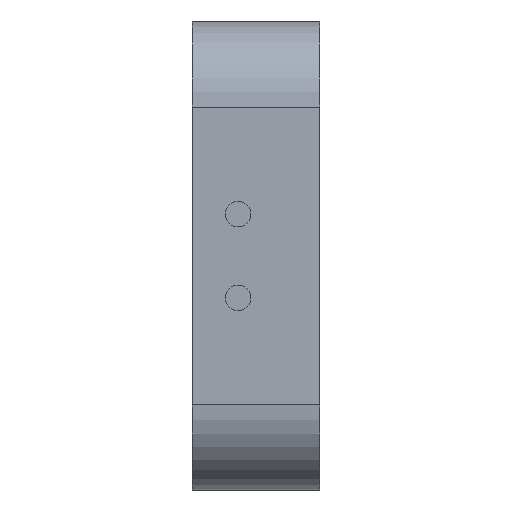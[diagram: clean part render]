
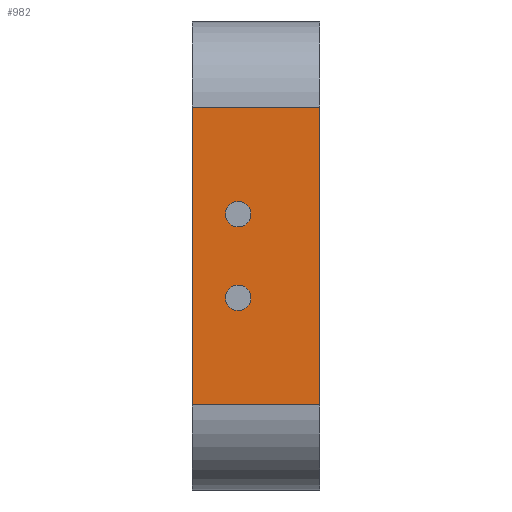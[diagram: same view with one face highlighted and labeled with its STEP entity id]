
A CAD part, left-side view. The second image highlights one B-rep face of the part: STEP entity #982.
In plain terms, the highlighted planar face has unit normal (-1, 0, 0).
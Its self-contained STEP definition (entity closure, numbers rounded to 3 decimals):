
#35 = ORIENTED_EDGE ( 'NONE', *, *, #1948, .F. ) ;
#49 = CARTESIAN_POINT ( 'NONE',  ( -47.5, 9.598, -6.413 ) ) ;
#79 = VERTEX_POINT ( 'NONE', #49 ) ;
#106 = LINE ( 'NONE', #750, #165 ) ;
#143 = CARTESIAN_POINT ( 'NONE',  ( -47.5, -72.672, 0. ) ) ;
#165 = VECTOR ( 'NONE', #932, 1000. ) ;
#181 = VERTEX_POINT ( 'NONE', #290 ) ;
#190 = AXIS2_PLACEMENT_3D ( 'NONE', #1651, #1855, #2669 ) ;
#197 = ORIENTED_EDGE ( 'NONE', *, *, #2555, .T. ) ;
#242 = DIRECTION ( 'NONE',  ( 0., 0., 1. ) ) ;
#290 = CARTESIAN_POINT ( 'NONE',  ( -47.5, 0., -17.5 ) ) ;
#328 = FACE_OUTER_BOUND ( 'NONE', #2436, .T. ) ;
#342 = DIRECTION ( 'NONE',  ( 0., 0., -1. ) ) ;
#374 = EDGE_LOOP ( 'NONE', ( #35, #1577 ) ) ;
#546 = PLANE ( 'NONE',  #789 ) ;
#551 = EDGE_CURVE ( 'NONE', #1401, #181, #2022, .T. ) ;
#641 = VECTOR ( 'NONE', #688, 1000. ) ;
#646 = DIRECTION ( 'NONE',  ( 0., 1., 0. ) ) ;
#673 = ORIENTED_EDGE ( 'NONE', *, *, #1136, .F. ) ;
#688 = DIRECTION ( 'NONE',  ( 0., 0., 1. ) ) ;
#749 = EDGE_CURVE ( 'NONE', #2548, #79, #1316, .T. ) ;
#750 = CARTESIAN_POINT ( 'NONE',  ( -47.5, -72.672, -17.5 ) ) ;
#789 = AXIS2_PLACEMENT_3D ( 'NONE', #143, #2411, #2611 ) ;
#838 = LINE ( 'NONE', #2500, #1699 ) ;
#894 = ORIENTED_EDGE ( 'NONE', *, *, #2419, .T. ) ;
#929 = FACE_BOUND ( 'NONE', #1972, .T. ) ;
#932 = DIRECTION ( 'NONE',  ( 0., -1., 0. ) ) ;
#959 = VERTEX_POINT ( 'NONE', #980 ) ;
#980 = CARTESIAN_POINT ( 'NONE',  ( -47.5, 15., 17.5 ) ) ;
#982 = ADVANCED_FACE ( 'NONE', ( #929, #1996, #328 ), #546, .T. ) ;
#1018 = CARTESIAN_POINT ( 'NONE',  ( -47.5, 0., 17.5 ) ) ;
#1136 = EDGE_CURVE ( 'NONE', #79, #2548, #2093, .T. ) ;
#1268 = DIRECTION ( 'NONE',  ( -1., 0., 0. ) ) ;
#1316 = CIRCLE ( 'NONE', #2382, 1.5 ) ;
#1401 = VERTEX_POINT ( 'NONE', #1018 ) ;
#1460 = CARTESIAN_POINT ( 'NONE',  ( -47.5, 15., -17.5 ) ) ;
#1502 = CARTESIAN_POINT ( 'NONE',  ( -47.5, 9.598, 6.413 ) ) ;
#1514 = CIRCLE ( 'NONE', #2408, 1.5 ) ;
#1577 = ORIENTED_EDGE ( 'NONE', *, *, #1686, .F. ) ;
#1588 = ORIENTED_EDGE ( 'NONE', *, *, #1903, .F. ) ;
#1598 = CARTESIAN_POINT ( 'NONE',  ( -47.5, 9.598, 4.913 ) ) ;
#1626 = ORIENTED_EDGE ( 'NONE', *, *, #551, .F. ) ;
#1651 = CARTESIAN_POINT ( 'NONE',  ( -47.5, 9.598, -4.913 ) ) ;
#1686 = EDGE_CURVE ( 'NONE', #2057, #2307, #1929, .T. ) ;
#1689 = DIRECTION ( 'NONE',  ( 0., 0., 1. ) ) ;
#1699 = VECTOR ( 'NONE', #646, 1000. ) ;
#1711 = VERTEX_POINT ( 'NONE', #1460 ) ;
#1738 = LINE ( 'NONE', #2137, #641 ) ;
#1788 = AXIS2_PLACEMENT_3D ( 'NONE', #1864, #1268, #1689 ) ;
#1855 = DIRECTION ( 'NONE',  ( -1., 0., 0. ) ) ;
#1864 = CARTESIAN_POINT ( 'NONE',  ( -47.5, 9.598, 4.913 ) ) ;
#1903 = EDGE_CURVE ( 'NONE', #1711, #959, #1738, .T. ) ;
#1929 = CIRCLE ( 'NONE', #1788, 1.5 ) ;
#1948 = EDGE_CURVE ( 'NONE', #2307, #2057, #1514, .T. ) ;
#1972 = EDGE_LOOP ( 'NONE', ( #2407, #673 ) ) ;
#1988 = DIRECTION ( 'NONE',  ( 0., 0., 1. ) ) ;
#1996 = FACE_BOUND ( 'NONE', #374, .T. ) ;
#2012 = CARTESIAN_POINT ( 'NONE',  ( -47.5, 9.598, 3.413 ) ) ;
#2022 = LINE ( 'NONE', #2191, #2157 ) ;
#2057 = VERTEX_POINT ( 'NONE', #2012 ) ;
#2083 = CARTESIAN_POINT ( 'NONE',  ( -47.5, 9.598, -3.413 ) ) ;
#2093 = CIRCLE ( 'NONE', #190, 1.5 ) ;
#2137 = CARTESIAN_POINT ( 'NONE',  ( -47.5, 15., 0. ) ) ;
#2143 = DIRECTION ( 'NONE',  ( -1., 0., 0. ) ) ;
#2157 = VECTOR ( 'NONE', #342, 1000. ) ;
#2191 = CARTESIAN_POINT ( 'NONE',  ( -47.5, 0., 0. ) ) ;
#2307 = VERTEX_POINT ( 'NONE', #1502 ) ;
#2382 = AXIS2_PLACEMENT_3D ( 'NONE', #2565, #2143, #242 ) ;
#2390 = DIRECTION ( 'NONE',  ( -1., 0., 0. ) ) ;
#2407 = ORIENTED_EDGE ( 'NONE', *, *, #749, .F. ) ;
#2408 = AXIS2_PLACEMENT_3D ( 'NONE', #1598, #2390, #1988 ) ;
#2411 = DIRECTION ( 'NONE',  ( -1., 0., 0. ) ) ;
#2419 = EDGE_CURVE ( 'NONE', #1711, #181, #106, .T. ) ;
#2436 = EDGE_LOOP ( 'NONE', ( #1588, #894, #1626, #197 ) ) ;
#2500 = CARTESIAN_POINT ( 'NONE',  ( -47.5, -72.672, 17.5 ) ) ;
#2548 = VERTEX_POINT ( 'NONE', #2083 ) ;
#2555 = EDGE_CURVE ( 'NONE', #1401, #959, #838, .T. ) ;
#2565 = CARTESIAN_POINT ( 'NONE',  ( -47.5, 9.598, -4.913 ) ) ;
#2611 = DIRECTION ( 'NONE',  ( 0., 0., 1. ) ) ;
#2669 = DIRECTION ( 'NONE',  ( 0., 0., 1. ) ) ;
